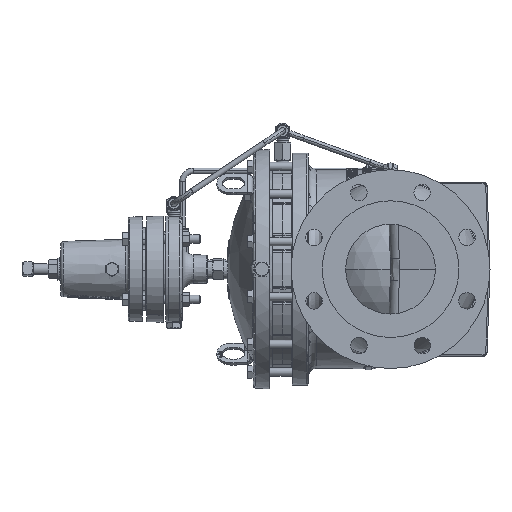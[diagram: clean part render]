
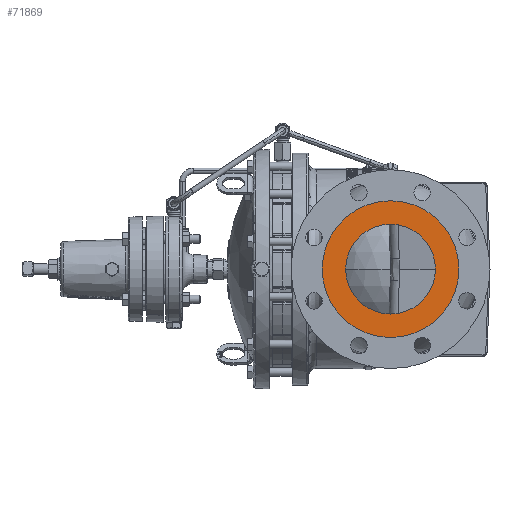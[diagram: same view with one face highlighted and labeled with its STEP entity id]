
A CAD part, left-side view. The second image highlights one B-rep face of the part: STEP entity #71869.
In plain terms, the highlighted planar face has unit normal (-1, 0, 0).
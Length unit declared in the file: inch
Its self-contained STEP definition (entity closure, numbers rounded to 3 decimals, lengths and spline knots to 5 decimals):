
#10788 = FACE_BOUND ( 'NONE', #69467, .T. ) ;
#23338 = CARTESIAN_POINT ( 'NONE',  ( -7.53125, 0., 2.03125 ) ) ;
#26893 = CARTESIAN_POINT ( 'NONE',  ( -7.53125, 0., 3.0935 ) ) ;
#28210 = FACE_OUTER_BOUND ( 'NONE', #199126, .T. ) ;
#33242 = DIRECTION ( 'NONE',  ( -1., 0., 0. ) ) ;
#41555 = DIRECTION ( 'NONE',  ( -1., 0., 0. ) ) ;
#41986 = EDGE_CURVE ( 'NONE', #147653, #125884, #108332, .T. ) ;
#46980 = ORIENTED_EDGE ( 'NONE', *, *, #142114, .F. ) ;
#50427 = AXIS2_PLACEMENT_3D ( 'NONE', #70108, #33242, #202570 ) ;
#56444 = AXIS2_PLACEMENT_3D ( 'NONE', #75196, #41555, #107724 ) ;
#65575 = CIRCLE ( 'NONE', #186950, 2.03125 ) ;
#69467 = EDGE_LOOP ( 'NONE', ( #185113, #46980 ) ) ;
#70108 = CARTESIAN_POINT ( 'NONE',  ( -7.53125, 0., 0. ) ) ;
#71869 = ADVANCED_FACE ( 'NONE', ( #10788, #28210 ), #96564, .T. ) ;
#75196 = CARTESIAN_POINT ( 'NONE',  ( -7.53125, 0., 0. ) ) ;
#80310 = EDGE_CURVE ( 'NONE', #125884, #147653, #163792, .T. ) ;
#86022 = CARTESIAN_POINT ( 'NONE',  ( -7.53125, 0., 0. ) ) ;
#96564 = PLANE ( 'NONE',  #149512 ) ;
#101458 = CARTESIAN_POINT ( 'NONE',  ( -7.53125, 0., -3.0935 ) ) ;
#107724 = DIRECTION ( 'NONE',  ( 0., 0., 1. ) ) ;
#108332 = CIRCLE ( 'NONE', #56444, 3.0935 ) ;
#116271 = CIRCLE ( 'NONE', #50427, 2.03125 ) ;
#123486 = CARTESIAN_POINT ( 'NONE',  ( -7.53125, 0., 0. ) ) ;
#125884 = VERTEX_POINT ( 'NONE', #101458 ) ;
#132136 = EDGE_CURVE ( 'NONE', #180962, #167839, #116271, .T. ) ;
#139146 = DIRECTION ( 'NONE',  ( 0., 0., 1. ) ) ;
#142114 = EDGE_CURVE ( 'NONE', #167839, #180962, #65575, .T. ) ;
#143480 = CARTESIAN_POINT ( 'NONE',  ( -7.53125, 0., -2.03125 ) ) ;
#147653 = VERTEX_POINT ( 'NONE', #26893 ) ;
#149512 = AXIS2_PLACEMENT_3D ( 'NONE', #160637, #211647, #162771 ) ;
#153304 = DIRECTION ( 'NONE',  ( -1., 0., 0. ) ) ;
#160394 = DIRECTION ( 'NONE',  ( -1., 0., 0. ) ) ;
#160637 = CARTESIAN_POINT ( 'NONE',  ( -7.53125, 3.0935, 0. ) ) ;
#162771 = DIRECTION ( 'NONE',  ( 0., 0., -1. ) ) ;
#163792 = CIRCLE ( 'NONE', #211983, 3.0935 ) ;
#167243 = ORIENTED_EDGE ( 'NONE', *, *, #80310, .T. ) ;
#167839 = VERTEX_POINT ( 'NONE', #143480 ) ;
#172420 = DIRECTION ( 'NONE',  ( 0., 0., 1. ) ) ;
#180962 = VERTEX_POINT ( 'NONE', #23338 ) ;
#185113 = ORIENTED_EDGE ( 'NONE', *, *, #132136, .F. ) ;
#186950 = AXIS2_PLACEMENT_3D ( 'NONE', #86022, #153304, #139146 ) ;
#199126 = EDGE_LOOP ( 'NONE', ( #212865, #167243 ) ) ;
#202570 = DIRECTION ( 'NONE',  ( 0., 0., 1. ) ) ;
#211647 = DIRECTION ( 'NONE',  ( -1., 0., 0. ) ) ;
#211983 = AXIS2_PLACEMENT_3D ( 'NONE', #123486, #160394, #172420 ) ;
#212865 = ORIENTED_EDGE ( 'NONE', *, *, #41986, .T. ) ;
